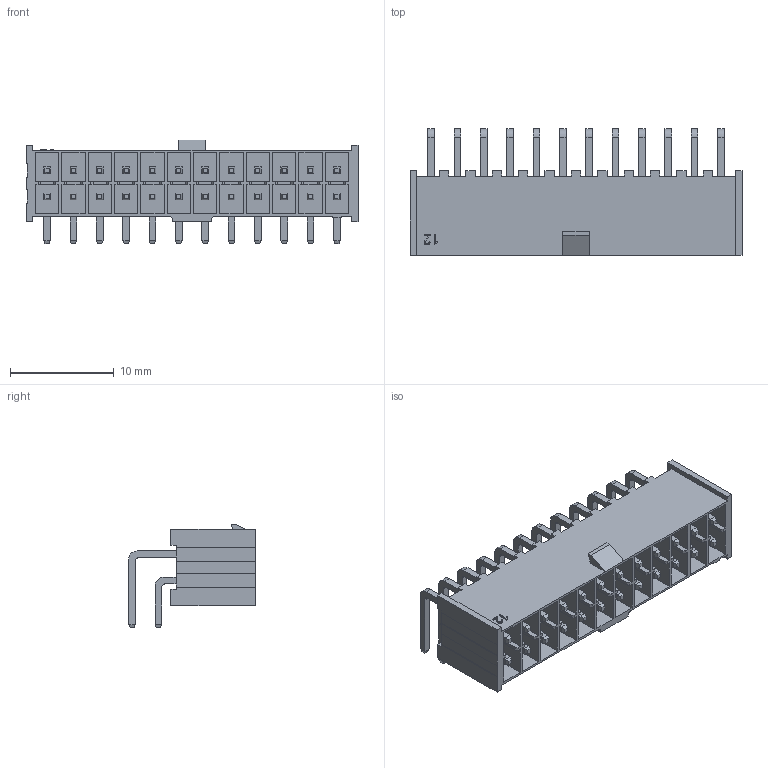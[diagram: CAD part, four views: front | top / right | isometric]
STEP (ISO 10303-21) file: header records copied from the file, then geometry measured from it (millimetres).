
FILE_DESCRIPTION( ('This file contains a STEP AP42 implementation' ,'as created by ZW3D STEP Interface translator.') ,'2;1' );
FILE_NAME( 'WF2549-2WRXXXT1.stp' ,'23 5 5. 92126', (''), ('ZWCAD Software Co.'), 'Version 1.0', 'ZW3D to STEP translator', '' );
FILE_SCHEMA(('AUTOMOTIVE_DESIGN { 1 0 10303 214 1 1 1 1 }'));
Length unit declared in the file: millimetre
Products named in the file (2): 0; WF2549-2WRXXXT1
Bounding box: 32 x 12.19 x 10.01 mm (x, y, z)
Volume: 758.3 mm3; surface area: 3553.6 mm2
Topology: 1 solids, 1 shells, 1109 faces, 2729 edges, 1704 vertices
Faces by surface type: plane 1054, cylinder 52, bspline 3
Entity records: 32863 total; most frequent: CARTESIAN_POINT 5622, ORIENTED_EDGE 5458, DIRECTION 5041, EDGE_CURVE 2729, VECTOR 2619, LINE 2619, VERTEX_POINT 1704, AXIS2_PLACEMENT_3D 1211
